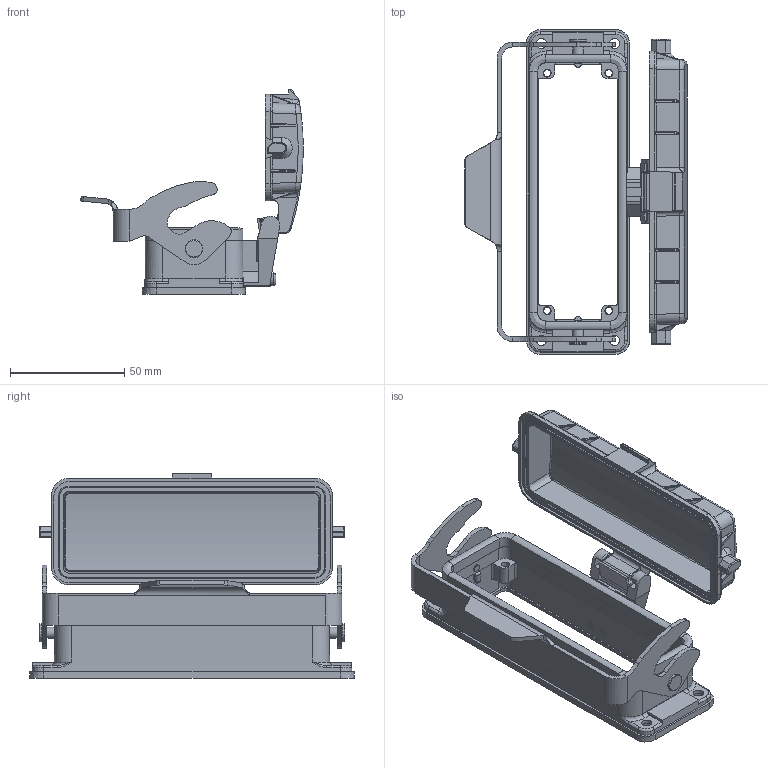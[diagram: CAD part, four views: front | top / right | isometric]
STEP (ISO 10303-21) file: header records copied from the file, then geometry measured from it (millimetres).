
FILE_DESCRIPTION(/* description */ (''),/* implementation_level */ '2;1');
FILE_NAME(/* name */ 'H24B-BK-1L-MCV.stp',/* time_stamp */ '2020-12-17T08:14:57+08:00',/* author */ (''),/* organization */ (''),/* preprocessor_version */ 'ST-DEVELOPER v16',/* originating_system */ 'SIEMENS PLM Software NX 10.0',/* authorisation */ '');
FILE_SCHEMA (('AUTOMOTIVE_DESIGN { 1 0 10303 214 3 1 1 1 }'));
Length unit declared in the file: millimetre
Products named in the file (1): Admi1F309DF4b4jj
Bounding box: 97.37 x 142.1 x 89.68 mm (x, y, z)
Volume: 73819.2 mm3; surface area: 64126.7 mm2
Topology: 1 solids, 4 shells, 1016 faces, 2781 edges, 1807 vertices
Faces by surface type: plane 430, cylinder 349, bspline 138, extrusion 49, cone 30, torus 16, sphere 2, revolution 2
Full cylindrical faces by diameter (mm): 3 x6, 3.02 x2, 3.1 x2, 3.2 x2, 3.5 x4, 4.4 x4, 4.5 x4, 4.8 x4, 5.5 x2, 6.2 x4, 7.8 x2
Entity records: 95699 total; most frequent: CARTESIAN_POINT 71560, ORIENTED_EDGE 5450, DIRECTION 4277, EDGE_CURVE 2725, VERTEX_POINT 1799, VECTOR 1427, AXIS2_PLACEMENT_3D 1424, LINE 1378
